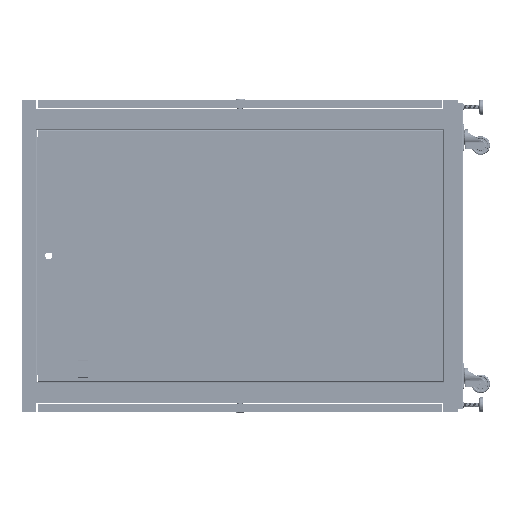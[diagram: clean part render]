
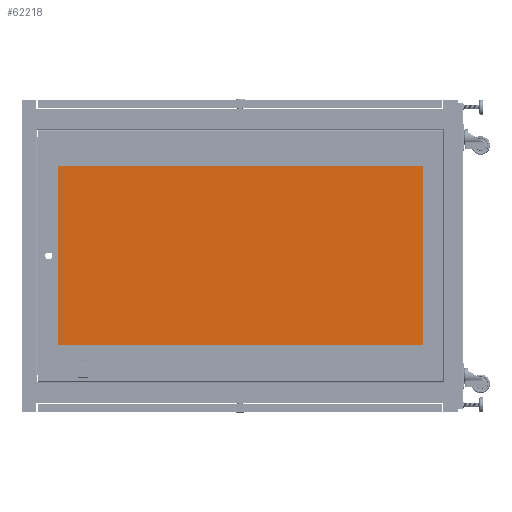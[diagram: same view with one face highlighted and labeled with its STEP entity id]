
A CAD part, left-side view. The second image highlights one B-rep face of the part: STEP entity #62218.
In plain terms, the highlighted face is planar.
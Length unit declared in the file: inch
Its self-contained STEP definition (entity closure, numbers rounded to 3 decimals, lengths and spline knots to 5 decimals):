
#1153 = CARTESIAN_POINT ( 'NONE',  ( 0., 0., -0.01969 ) ) ;
#1846 = DIRECTION ( 'NONE',  ( 1., 0., 0. ) ) ;
#1934 = CARTESIAN_POINT ( 'NONE',  ( -9.44882, -19.24606, -0.01969 ) ) ;
#2020 = DIRECTION ( 'NONE',  ( 0., -1., 0. ) ) ;
#5029 = VECTOR ( 'NONE', #116897, 39.37008 ) ;
#7517 = EDGE_LOOP ( 'NONE', ( #66122, #58259, #85886, #94423 ) ) ;
#20831 = CARTESIAN_POINT ( 'NONE',  ( 9.44882, 19.24606, -0.01969 ) ) ;
#23209 = LINE ( 'NONE', #98794, #115658 ) ;
#39694 = EDGE_CURVE ( 'NONE', #40622, #66857, #23209, .T. ) ;
#40622 = VERTEX_POINT ( 'NONE', #135452 ) ;
#42383 = CARTESIAN_POINT ( 'NONE',  ( -9.44882, -19.24606, -0.01969 ) ) ;
#48715 = AXIS2_PLACEMENT_3D ( 'NONE', #1153, #74635, #1846 ) ;
#48959 = CARTESIAN_POINT ( 'NONE',  ( 9.44882, -19.24606, -0.01969 ) ) ;
#50723 = EDGE_CURVE ( 'NONE', #132923, #107396, #126819, .T. ) ;
#58259 = ORIENTED_EDGE ( 'NONE', *, *, #128915, .T. ) ;
#58818 = CARTESIAN_POINT ( 'NONE',  ( -9.44882, 19.24606, -0.01969 ) ) ;
#62218 = ADVANCED_FACE ( 'NONE', ( #64720 ), #66814, .T. ) ;
#64720 = FACE_OUTER_BOUND ( 'NONE', #7517, .T. ) ;
#65508 = LINE ( 'NONE', #1934, #82902 ) ;
#66122 = ORIENTED_EDGE ( 'NONE', *, *, #50723, .T. ) ;
#66814 = PLANE ( 'NONE',  #48715 ) ;
#66857 = VERTEX_POINT ( 'NONE', #42383 ) ;
#67217 = CARTESIAN_POINT ( 'NONE',  ( 9.44882, 19.24606, -0.01969 ) ) ;
#74635 = DIRECTION ( 'NONE',  ( 0., 0., 1. ) ) ;
#79340 = LINE ( 'NONE', #58818, #118844 ) ;
#82902 = VECTOR ( 'NONE', #130507, 39.37008 ) ;
#85886 = ORIENTED_EDGE ( 'NONE', *, *, #39694, .T. ) ;
#91265 = EDGE_CURVE ( 'NONE', #66857, #132923, #65508, .T. ) ;
#94423 = ORIENTED_EDGE ( 'NONE', *, *, #91265, .T. ) ;
#98794 = CARTESIAN_POINT ( 'NONE',  ( -9.44882, 19.24606, -0.01969 ) ) ;
#107396 = VERTEX_POINT ( 'NONE', #20831 ) ;
#115658 = VECTOR ( 'NONE', #2020, 39.37008 ) ;
#116897 = DIRECTION ( 'NONE',  ( 0., 1., 0. ) ) ;
#118844 = VECTOR ( 'NONE', #122441, 39.37008 ) ;
#122441 = DIRECTION ( 'NONE',  ( -1., 0., 0. ) ) ;
#126819 = LINE ( 'NONE', #67217, #5029 ) ;
#128915 = EDGE_CURVE ( 'NONE', #107396, #40622, #79340, .T. ) ;
#130507 = DIRECTION ( 'NONE',  ( 1., 0., 0. ) ) ;
#132923 = VERTEX_POINT ( 'NONE', #48959 ) ;
#135452 = CARTESIAN_POINT ( 'NONE',  ( -9.44882, 19.24606, -0.01969 ) ) ;
